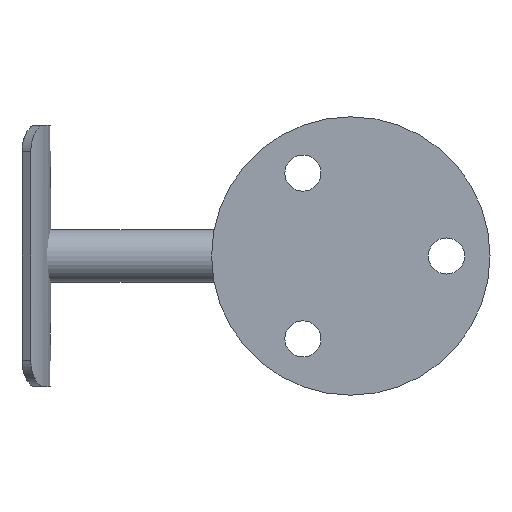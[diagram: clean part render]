
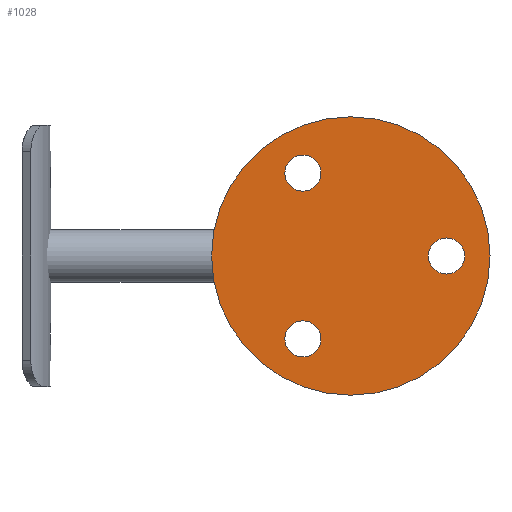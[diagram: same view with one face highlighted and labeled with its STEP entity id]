
A CAD part, left-side view. The second image highlights one B-rep face of the part: STEP entity #1028.
In plain terms, the highlighted planar face has unit normal (-1, 0, 0).
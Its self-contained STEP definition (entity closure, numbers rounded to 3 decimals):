
#23 = AXIS2_PLACEMENT_3D ( 'NONE', #619, #155, #240 ) ;
#50 = FACE_BOUND ( 'NONE', #823, .T. ) ;
#99 = CIRCLE ( 'NONE', #773, 32. ) ;
#119 = DIRECTION ( 'NONE',  ( 1., 0., 0. ) ) ;
#129 = DIRECTION ( 'NONE',  ( 0., 0., -1. ) ) ;
#155 = DIRECTION ( 'NONE',  ( 1., 0., 0. ) ) ;
#170 = DIRECTION ( 'NONE',  ( 1., 0., 0. ) ) ;
#175 = DIRECTION ( 'NONE',  ( 0., 0., -1. ) ) ;
#202 = CARTESIAN_POINT ( 'NONE',  ( 0., 0., 32. ) ) ;
#240 = DIRECTION ( 'NONE',  ( 0., 0., -1. ) ) ;
#274 = CARTESIAN_POINT ( 'NONE',  ( 0., 0., -32. ) ) ;
#309 = CARTESIAN_POINT ( 'NONE',  ( 0., 11., -23.203 ) ) ;
#340 = DIRECTION ( 'NONE',  ( 1., 0., 0. ) ) ;
#382 = AXIS2_PLACEMENT_3D ( 'NONE', #1035, #170, #1169 ) ;
#395 = DIRECTION ( 'NONE',  ( 1., 0., 0. ) ) ;
#404 = ORIENTED_EDGE ( 'NONE', *, *, #1236, .T. ) ;
#412 = FACE_BOUND ( 'NONE', #1531, .T. ) ;
#452 = CARTESIAN_POINT ( 'NONE',  ( 0., 11., -19.053 ) ) ;
#471 = ORIENTED_EDGE ( 'NONE', *, *, #1273, .T. ) ;
#476 = EDGE_CURVE ( 'NONE', #1180, #804, #538, .T. ) ;
#483 = CARTESIAN_POINT ( 'NONE',  ( 0., -22., -4.15 ) ) ;
#521 = CARTESIAN_POINT ( 'NONE',  ( 0., 11., 14.903 ) ) ;
#535 = FACE_BOUND ( 'NONE', #1417, .T. ) ;
#538 = CIRCLE ( 'NONE', #958, 4.15 ) ;
#545 = CARTESIAN_POINT ( 'NONE',  ( 0., 11., 19.053 ) ) ;
#597 = CIRCLE ( 'NONE', #1185, 4.15 ) ;
#601 = VERTEX_POINT ( 'NONE', #274 ) ;
#619 = CARTESIAN_POINT ( 'NONE',  ( 0., 11., 19.053 ) ) ;
#620 = EDGE_CURVE ( 'NONE', #1284, #1568, #1567, .T. ) ;
#698 = DIRECTION ( 'NONE',  ( 1., 0., 0. ) ) ;
#718 = CIRCLE ( 'NONE', #1564, 32. ) ;
#720 = EDGE_LOOP ( 'NONE', ( #813, #1422 ) ) ;
#761 = EDGE_CURVE ( 'NONE', #1568, #1284, #597, .T. ) ;
#773 = AXIS2_PLACEMENT_3D ( 'NONE', #1242, #395, #867 ) ;
#778 = DIRECTION ( 'NONE',  ( 1., 0., 0. ) ) ;
#797 = PLANE ( 'NONE',  #382 ) ;
#803 = CIRCLE ( 'NONE', #23, 4.15 ) ;
#804 = VERTEX_POINT ( 'NONE', #521 ) ;
#813 = ORIENTED_EDGE ( 'NONE', *, *, #1415, .F. ) ;
#823 = EDGE_LOOP ( 'NONE', ( #404, #471 ) ) ;
#830 = AXIS2_PLACEMENT_3D ( 'NONE', #1014, #778, #1495 ) ;
#835 = EDGE_CURVE ( 'NONE', #804, #1180, #803, .T. ) ;
#851 = CIRCLE ( 'NONE', #1436, 4.15 ) ;
#867 = DIRECTION ( 'NONE',  ( 0., 0., -1. ) ) ;
#870 = EDGE_CURVE ( 'NONE', #601, #1523, #99, .T. ) ;
#879 = CIRCLE ( 'NONE', #927, 4.15 ) ;
#927 = AXIS2_PLACEMENT_3D ( 'NONE', #452, #954, #1574 ) ;
#949 = DIRECTION ( 'NONE',  ( 0., 0., -1. ) ) ;
#954 = DIRECTION ( 'NONE',  ( 1., 0., 0. ) ) ;
#958 = AXIS2_PLACEMENT_3D ( 'NONE', #545, #698, #175 ) ;
#962 = CARTESIAN_POINT ( 'NONE',  ( 0., -22., 4.15 ) ) ;
#971 = CARTESIAN_POINT ( 'NONE',  ( 0., -22., 0. ) ) ;
#1014 = CARTESIAN_POINT ( 'NONE',  ( 0., -22., 0. ) ) ;
#1023 = CARTESIAN_POINT ( 'NONE',  ( 0., 0., 0. ) ) ;
#1028 = ADVANCED_FACE ( 'NONE', ( #412, #50, #535, #1060 ), #797, .F. ) ;
#1035 = CARTESIAN_POINT ( 'NONE',  ( 0., 0., 0. ) ) ;
#1060 = FACE_OUTER_BOUND ( 'NONE', #720, .T. ) ;
#1135 = CARTESIAN_POINT ( 'NONE',  ( 0., 11., -19.053 ) ) ;
#1138 = ORIENTED_EDGE ( 'NONE', *, *, #620, .T. ) ;
#1169 = DIRECTION ( 'NONE',  ( 0., 0., -1. ) ) ;
#1172 = ORIENTED_EDGE ( 'NONE', *, *, #476, .T. ) ;
#1180 = VERTEX_POINT ( 'NONE', #1331 ) ;
#1185 = AXIS2_PLACEMENT_3D ( 'NONE', #971, #340, #949 ) ;
#1228 = ORIENTED_EDGE ( 'NONE', *, *, #835, .T. ) ;
#1236 = EDGE_CURVE ( 'NONE', #1525, #1338, #879, .T. ) ;
#1242 = CARTESIAN_POINT ( 'NONE',  ( 0., 0., 0. ) ) ;
#1273 = EDGE_CURVE ( 'NONE', #1338, #1525, #851, .T. ) ;
#1284 = VERTEX_POINT ( 'NONE', #483 ) ;
#1331 = CARTESIAN_POINT ( 'NONE',  ( 0., 11., 23.203 ) ) ;
#1338 = VERTEX_POINT ( 'NONE', #1347 ) ;
#1347 = CARTESIAN_POINT ( 'NONE',  ( 0., 11., -14.903 ) ) ;
#1386 = DIRECTION ( 'NONE',  ( 1., 0., 0. ) ) ;
#1415 = EDGE_CURVE ( 'NONE', #1523, #601, #718, .T. ) ;
#1417 = EDGE_LOOP ( 'NONE', ( #1228, #1172 ) ) ;
#1422 = ORIENTED_EDGE ( 'NONE', *, *, #870, .F. ) ;
#1425 = ORIENTED_EDGE ( 'NONE', *, *, #761, .T. ) ;
#1436 = AXIS2_PLACEMENT_3D ( 'NONE', #1135, #119, #129 ) ;
#1495 = DIRECTION ( 'NONE',  ( 0., 0., -1. ) ) ;
#1523 = VERTEX_POINT ( 'NONE', #202 ) ;
#1525 = VERTEX_POINT ( 'NONE', #309 ) ;
#1527 = DIRECTION ( 'NONE',  ( 0., 0., -1. ) ) ;
#1531 = EDGE_LOOP ( 'NONE', ( #1138, #1425 ) ) ;
#1564 = AXIS2_PLACEMENT_3D ( 'NONE', #1023, #1386, #1527 ) ;
#1567 = CIRCLE ( 'NONE', #830, 4.15 ) ;
#1568 = VERTEX_POINT ( 'NONE', #962 ) ;
#1574 = DIRECTION ( 'NONE',  ( 0., 0., -1. ) ) ;
